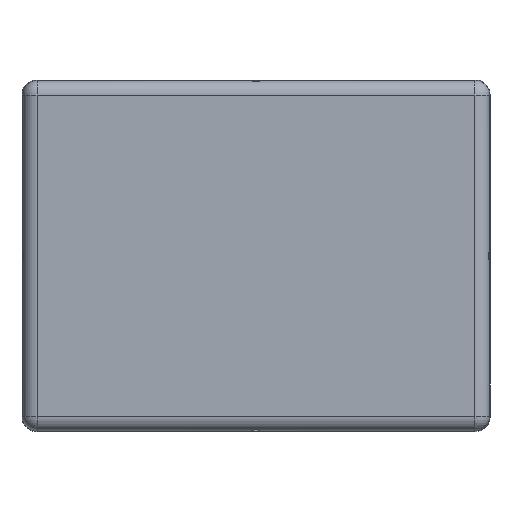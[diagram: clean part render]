
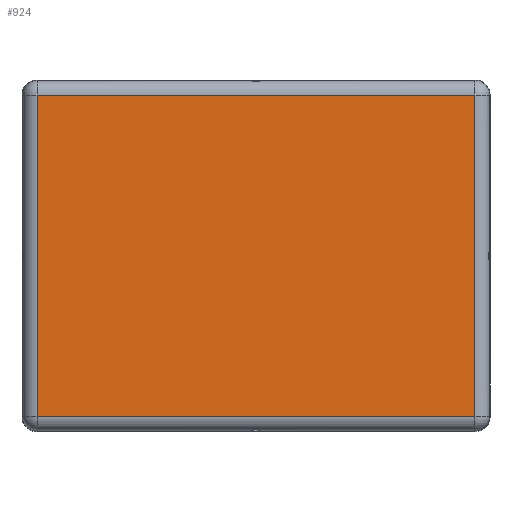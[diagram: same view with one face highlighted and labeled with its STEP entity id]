
A CAD part, front view. The second image highlights one B-rep face of the part: STEP entity #924.
In plain terms, the highlighted planar face has unit normal (0, -1, 0).
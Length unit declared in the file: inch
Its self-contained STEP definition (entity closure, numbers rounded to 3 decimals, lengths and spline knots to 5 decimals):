
#885=CARTESIAN_POINT('',(-8.,0.0,-6.));
#886=DIRECTION('',(0.0,-1.0,0.0));
#887=DIRECTION('',(0.0,0.0,-1.0));
#888=AXIS2_PLACEMENT_3D('',#885,#886,#887);
#889=PLANE('',#888);
#890=CARTESIAN_POINT('',(-7.51716,0.0,-5.51716));
#891=VERTEX_POINT('',#890);
#892=CARTESIAN_POINT('',(7.51716,0.0,-5.51716));
#893=VERTEX_POINT('',#892);
#894=CARTESIAN_POINT('',(-7.51716,0.0,-5.51716));
#895=DIRECTION('',(1.0,0.0,0.0));
#896=VECTOR('',#895,15.03431);
#897=LINE('',#894,#896);
#898=EDGE_CURVE('',#891,#893,#897,.T.);
#899=ORIENTED_EDGE('',*,*,#898,.T.);
#900=CARTESIAN_POINT('',(7.51716,0.0,5.51716));
#901=VERTEX_POINT('',#900);
#902=CARTESIAN_POINT('',(7.51716,0.0,-5.51716));
#903=DIRECTION('',(0.0,0.0,1.0));
#904=VECTOR('',#903,11.03431);
#905=LINE('',#902,#904);
#906=EDGE_CURVE('',#893,#901,#905,.T.);
#907=ORIENTED_EDGE('',*,*,#906,.T.);
#908=CARTESIAN_POINT('',(-7.51716,0.0,5.51716));
#909=VERTEX_POINT('',#908);
#910=CARTESIAN_POINT('',(7.51716,0.0,5.51716));
#911=DIRECTION('',(-1.0,0.0,0.0));
#912=VECTOR('',#911,15.03431);
#913=LINE('',#910,#912);
#914=EDGE_CURVE('',#901,#909,#913,.T.);
#915=ORIENTED_EDGE('',*,*,#914,.T.);
#916=CARTESIAN_POINT('',(-7.51716,0.0,5.51716));
#917=DIRECTION('',(0.0,0.0,-1.0));
#918=VECTOR('',#917,11.03431);
#919=LINE('',#916,#918);
#920=EDGE_CURVE('',#909,#891,#919,.T.);
#921=ORIENTED_EDGE('',*,*,#920,.T.);
#922=EDGE_LOOP('',(#899,#907,#915,#921));
#923=FACE_OUTER_BOUND('',#922,.T.);
#924=ADVANCED_FACE('',(#923),#889,.T.);
